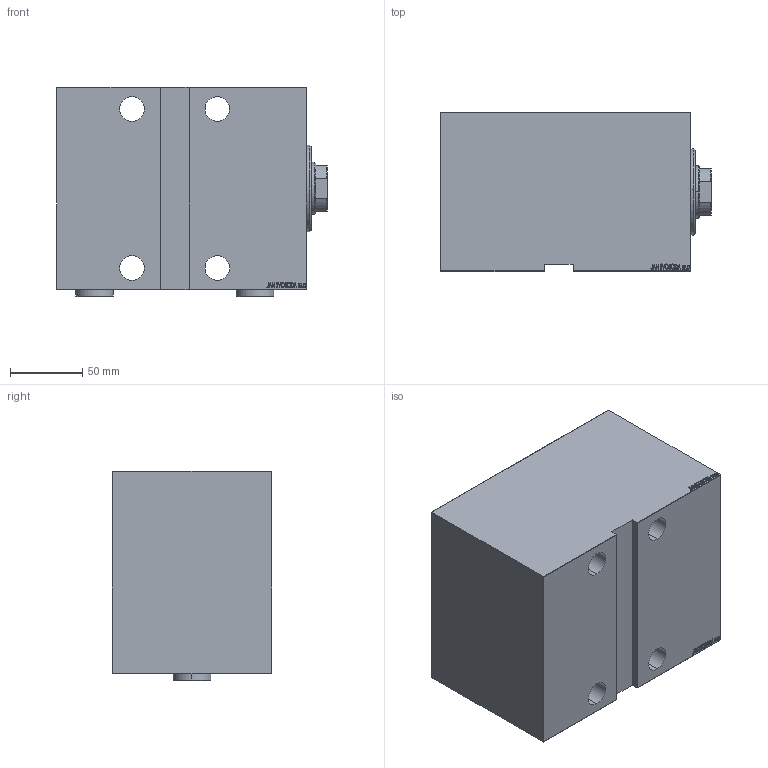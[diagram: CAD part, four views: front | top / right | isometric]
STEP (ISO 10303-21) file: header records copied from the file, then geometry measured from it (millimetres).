
FILE_DESCRIPTION (( 'STEP AP203' ), '1' );
FILE_NAME ('990b.STEP', '2024-02-12T13:35:22', ( '' ), ( '' ), 'SwSTEP 2.0', 'SolidWorks 2019', '' );
FILE_SCHEMA (( 'CONFIG_CONTROL_DESIGN' ));
Length unit declared in the file: millimetre
Products named in the file (5): V450CM_G_Body 6b22a27f21df3feeb23f4816f5d93714; 990b; Zatka_OIL_PORT 6b22a27f21df3feeb23f4816f5d93714; V450CM_VC_G 6b22a27f21df3feeb23f4816f5d93714; V450CM_G_VCP 6b22a27f21df3feeb23f4816f5d93714
Assembly tree (5 placements, depth 2):
  990b
    V450CM_G_Body 6b22a27f21df3feeb23f4816f5d93714
    V450CM_G_VCP 6b22a27f21df3feeb23f4816f5d93714
    V450CM_VC_G 6b22a27f21df3feeb23f4816f5d93714
    Zatka_OIL_PORT 6b22a27f21df3feeb23f4816f5d93714  x2
Bounding box: 187 x 110 x 144.9 mm (x, y, z)
Volume: 2159948.9 mm3; surface area: 242290 mm2
Topology: 5 solids, 5 shells, 896 faces, 2282 edges, 1509 vertices
Faces by surface type: plane 442, bspline 380, cylinder 56, cone 18
Entity records: 43799 total; most frequent: CARTESIAN_POINT 24470, ORIENTED_EDGE 4480, DIRECTION 2608, EDGE_CURVE 2240, VERTEX_POINT 1485, VECTOR 1346, LINE 1346, EDGE_LOOP 1001
